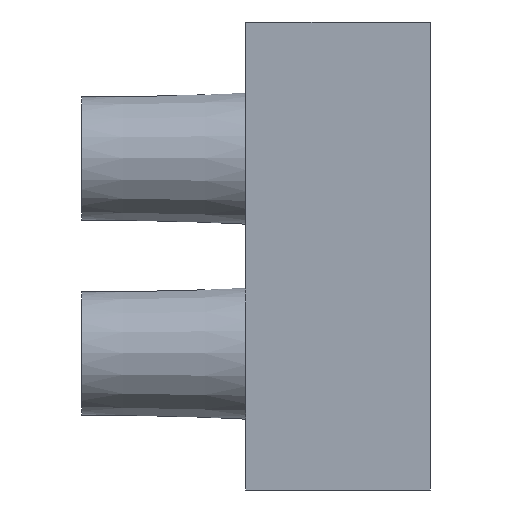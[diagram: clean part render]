
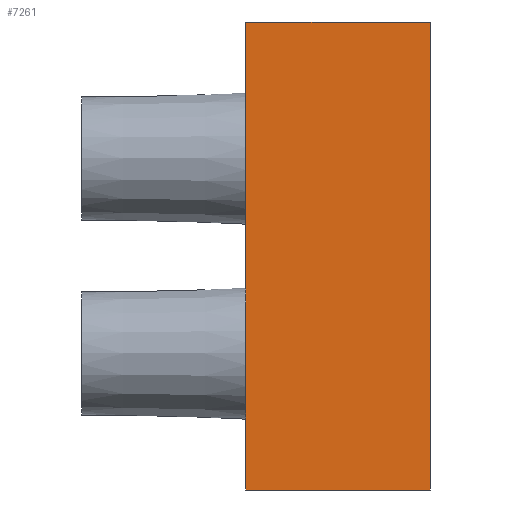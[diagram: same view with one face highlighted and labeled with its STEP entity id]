
A CAD part, left-side view. The second image highlights one B-rep face of the part: STEP entity #7261.
In plain terms, the highlighted planar face has unit normal (-1, 0, 0).
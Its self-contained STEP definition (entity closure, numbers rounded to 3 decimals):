
#4850=CARTESIAN_POINT('',(0.,9.,0.0));
#4851=VERTEX_POINT('',#4850);
#4858=CARTESIAN_POINT('',(0.,9.,22.8));
#4859=VERTEX_POINT('',#4858);
#4860=CARTESIAN_POINT('',(0.,9.,0.0));
#4861=DIRECTION('',(0.0,0.0,1.0));
#4862=VECTOR('',#4861,22.8);
#4863=LINE('',#4860,#4862);
#4864=EDGE_CURVE('',#4851,#4859,#4863,.T.);
#6961=CARTESIAN_POINT('',(0.0,0.0,0.0));
#6962=VERTEX_POINT('',#6961);
#6969=CARTESIAN_POINT('',(0.,9.,0.0));
#6970=DIRECTION('',(0.0,-1.0,0.0));
#6971=VECTOR('',#6970,9.);
#6972=LINE('',#6969,#6971);
#6973=EDGE_CURVE('',#4851,#6962,#6972,.T.);
#7238=CARTESIAN_POINT('',(0.0,0.0,0.0));
#7239=DIRECTION('',(-1.0,0.0,0.0));
#7240=DIRECTION('',(0.0,0.0,1.0));
#7241=AXIS2_PLACEMENT_3D('',#7238,#7239,#7240);
#7242=PLANE('',#7241);
#7243=CARTESIAN_POINT('',(0.0,0.0,22.8));
#7244=VERTEX_POINT('',#7243);
#7245=CARTESIAN_POINT('',(0.0,0.0,22.8));
#7246=DIRECTION('',(0.0,1.0,0.0));
#7247=VECTOR('',#7246,9.);
#7248=LINE('',#7245,#7247);
#7249=EDGE_CURVE('',#7244,#4859,#7248,.T.);
#7250=ORIENTED_EDGE('',*,*,#7249,.T.);
#7251=ORIENTED_EDGE('',*,*,#4864,.F.);
#7252=ORIENTED_EDGE('',*,*,#6973,.T.);
#7253=CARTESIAN_POINT('',(0.0,0.0,0.0));
#7254=DIRECTION('',(0.0,0.0,1.0));
#7255=VECTOR('',#7254,22.8);
#7256=LINE('',#7253,#7255);
#7257=EDGE_CURVE('',#6962,#7244,#7256,.T.);
#7258=ORIENTED_EDGE('',*,*,#7257,.T.);
#7259=EDGE_LOOP('',(#7250,#7251,#7252,#7258));
#7260=FACE_OUTER_BOUND('',#7259,.T.);
#7261=ADVANCED_FACE('',(#7260),#7242,.T.);
